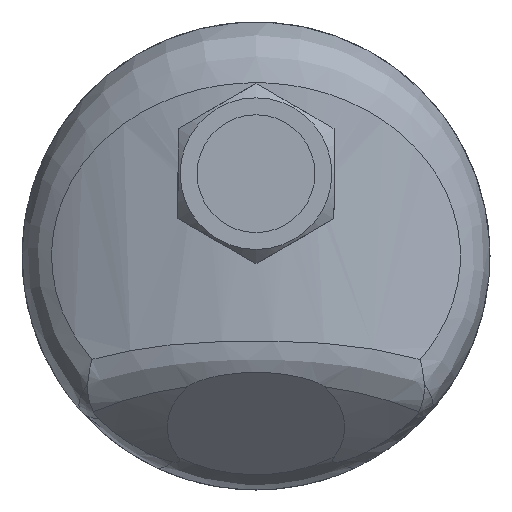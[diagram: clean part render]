
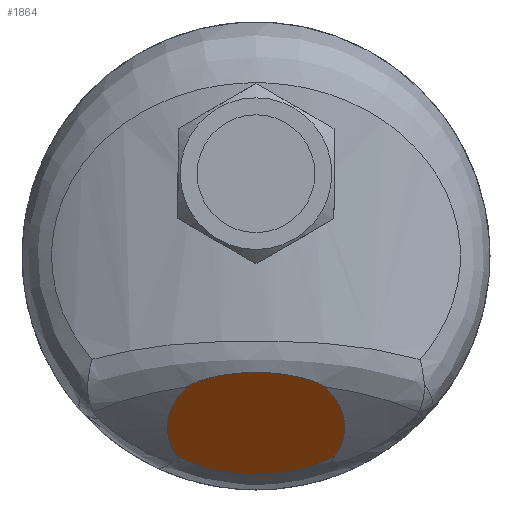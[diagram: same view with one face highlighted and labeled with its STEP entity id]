
A CAD part, left-side view. The second image highlights one B-rep face of the part: STEP entity #1864.
In plain terms, the highlighted free-form (B-spline) face has degree [1, 1] with [2, 2] control points.
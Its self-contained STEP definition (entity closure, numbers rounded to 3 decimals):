
#1227=CARTESIAN_POINT('',(-36.575,-18.017,-46.425));
#1228=VERTEX_POINT('',#1227);
#1250=CARTESIAN_POINT('',(-36.575,18.017,-46.425));
#1251=VERTEX_POINT('',#1250);
#1252=CARTESIAN_POINT('',(-36.575,-18.017,-46.425));
#1253=CARTESIAN_POINT('',(-36.034,-16.877,-46.966));
#1254=CARTESIAN_POINT('',(-35.37,-15.302,-47.63));
#1255=CARTESIAN_POINT('',(-34.511,-12.846,-48.489));
#1256=CARTESIAN_POINT('',(-34.01,-11.17,-48.99));
#1257=CARTESIAN_POINT('',(-33.664,-9.772,-49.336));
#1258=CARTESIAN_POINT('',(-33.467,-8.901,-49.533));
#1259=CARTESIAN_POINT('',(-33.098,-7.147,-49.902));
#1260=CARTESIAN_POINT('',(-32.782,-5.007,-50.218));
#1261=CARTESIAN_POINT('',(-32.578,-2.505,-50.422));
#1262=CARTESIAN_POINT('',(-32.504,-0.68,-50.496));
#1263=CARTESIAN_POINT('',(-32.519,1.138,-50.481));
#1264=CARTESIAN_POINT('',(-32.662,4.099,-50.338));
#1265=CARTESIAN_POINT('',(-33.081,7.273,-49.919));
#1266=CARTESIAN_POINT('',(-33.886,10.754,-49.114));
#1267=CARTESIAN_POINT('',(-34.636,13.265,-48.364));
#1268=CARTESIAN_POINT('',(-35.531,15.7,-47.469));
#1269=CARTESIAN_POINT('',(-36.214,17.256,-46.786));
#1270=CARTESIAN_POINT('',(-36.575,18.017,-46.425));
#1271=B_SPLINE_CURVE_WITH_KNOTS('',3,(#1252,#1253,#1254,#1255,#1256,#1257,#1258,#1259,#1260,#1261,#1262,#1263,#1264,#1265,#1266,#1267,#1268,#1269,#1270),.UNSPECIFIED.,.F.,.U.,(4,1,1,1,1,1,1,1,1,1,1,1,1,1,1,1,4),(-10.192,-9.783,-9.647,-9.374,-9.238,-9.203,-9.101,-8.692,-8.556,-8.351,-8.147,-8.011,-7.465,-7.193,-6.92,-6.647,-6.375),.UNSPECIFIED.);
#1272=EDGE_CURVE('',#1228,#1251,#1271,.T.);
#1797=CARTESIAN_POINT('',(-52.834,15.693,-30.166));
#1798=VERTEX_POINT('',#1797);
#1799=CARTESIAN_POINT('',(-43.5,0.0,-39.5));
#1800=DIRECTION('',(-0.707,0.0,-0.707));
#1801=DIRECTION('',(0.707,0.0,-0.707));
#1802=AXIS2_PLACEMENT_3D('',#1799,#1800,#1801);
#1803=CIRCLE('',#1802,20.506);
#1804=EDGE_CURVE('',#1798,#1251,#1803,.T.);
#1821=CARTESIAN_POINT('',(-32.504,20.506,-50.496));
#1822=CARTESIAN_POINT('',(-56.15,20.506,-26.85));
#1823=CARTESIAN_POINT('',(-32.504,-20.506,-50.496));
#1824=CARTESIAN_POINT('',(-56.15,-20.506,-26.85));
#1825=B_SPLINE_SURFACE_WITH_KNOTS('',1,1,((#1821,#1823),(#1822,#1824)),.UNSPECIFIED.,.F.,.F.,.U.,(2,2),(2,2),(0.0,33.441),(0.0,41.012),.UNSPECIFIED.);
#1826=ORIENTED_EDGE('',*,*,#1272,.F.);
#1827=CARTESIAN_POINT('',(-52.834,-15.693,-30.166));
#1828=VERTEX_POINT('',#1827);
#1829=CARTESIAN_POINT('',(-43.5,0.0,-39.5));
#1830=DIRECTION('',(-0.707,0.0,-0.707));
#1831=DIRECTION('',(0.707,0.0,-0.707));
#1832=AXIS2_PLACEMENT_3D('',#1829,#1830,#1831);
#1833=CIRCLE('',#1832,20.506);
#1834=EDGE_CURVE('',#1228,#1828,#1833,.T.);
#1835=ORIENTED_EDGE('',*,*,#1834,.T.);
#1836=CARTESIAN_POINT('',(-52.834,15.693,-30.166));
#1837=CARTESIAN_POINT('',(-53.1,15.376,-29.9));
#1838=CARTESIAN_POINT('',(-53.374,14.918,-29.626));
#1839=CARTESIAN_POINT('',(-54.259,13.039,-28.741));
#1840=CARTESIAN_POINT('',(-54.875,11.097,-28.125));
#1841=CARTESIAN_POINT('',(-55.653,7.1,-27.347));
#1842=CARTESIAN_POINT('',(-55.871,5.446,-27.129));
#1843=CARTESIAN_POINT('',(-56.06,3.043,-26.94));
#1844=CARTESIAN_POINT('',(-56.101,2.289,-26.899));
#1845=CARTESIAN_POINT('',(-56.142,0.993,-26.858));
#1846=CARTESIAN_POINT('',(-56.15,0.45,-26.85));
#1847=CARTESIAN_POINT('',(-56.148,-0.644,-26.852));
#1848=CARTESIAN_POINT('',(-56.137,-1.196,-26.863));
#1849=CARTESIAN_POINT('',(-56.089,-2.546,-26.911));
#1850=CARTESIAN_POINT('',(-56.041,-3.344,-26.959));
#1851=CARTESIAN_POINT('',(-55.837,-5.707,-27.163));
#1852=CARTESIAN_POINT('',(-55.623,-7.279,-27.377));
#1853=CARTESIAN_POINT('',(-54.95,-10.686,-28.05));
#1854=CARTESIAN_POINT('',(-54.486,-12.284,-28.514));
#1855=CARTESIAN_POINT('',(-53.621,-14.482,-29.379));
#1856=CARTESIAN_POINT('',(-53.217,-15.236,-29.783));
#1857=CARTESIAN_POINT('',(-52.834,-15.693,-30.166));
#1858=B_SPLINE_CURVE_WITH_KNOTS('',3,(#1836,#1837,#1838,#1839,#1840,#1841,#1842,#1843,#1844,#1845,#1846,#1847,#1848,#1849,#1850,#1851,#1852,#1853,#1854,#1855,#1856,#1857),.UNSPECIFIED.,.F.,.U.,(4,2,2,2,2,2,2,2,2,2,4),(0.0,0.147,0.479,0.7,0.8,0.872,0.945,1.051,1.261,1.522,1.732),.UNSPECIFIED.);
#1859=EDGE_CURVE('',#1798,#1828,#1858,.T.);
#1860=ORIENTED_EDGE('',*,*,#1859,.F.);
#1861=ORIENTED_EDGE('',*,*,#1804,.T.);
#1862=EDGE_LOOP('',(#1826,#1835,#1860,#1861));
#1863=FACE_OUTER_BOUND('',#1862,.T.);
#1864=ADVANCED_FACE('',(#1863),#1825,.F.);
